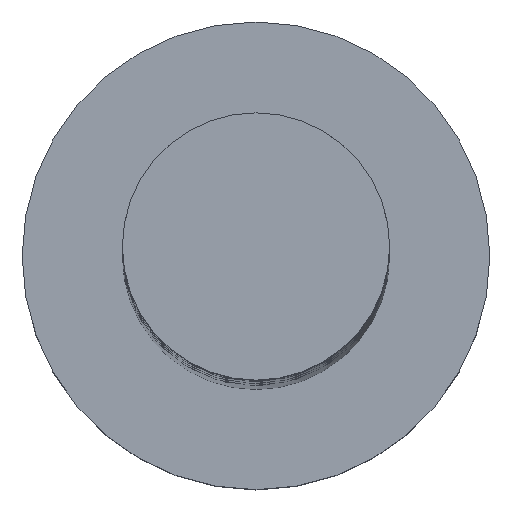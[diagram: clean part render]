
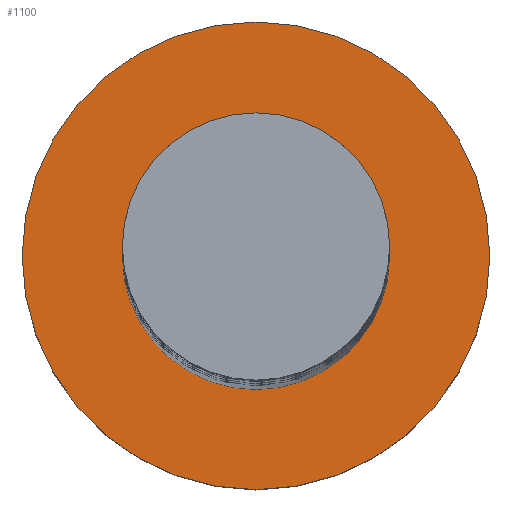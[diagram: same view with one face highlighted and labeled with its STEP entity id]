
A CAD part, top view. The second image highlights one B-rep face of the part: STEP entity #1100.
In plain terms, the highlighted planar face has unit normal (0, 0, 1).
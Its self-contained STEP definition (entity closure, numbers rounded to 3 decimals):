
#28 = ORIENTED_EDGE ( 'NONE', *, *, #1337, .F. ) ;
#31 = EDGE_CURVE ( 'NONE', #145, #660, #478, .T. ) ;
#65 = CARTESIAN_POINT ( 'NONE',  ( 0., 0., 5. ) ) ;
#91 = EDGE_CURVE ( 'NONE', #347, #153, #332, .T. ) ;
#106 = FACE_BOUND ( 'NONE', #667, .T. ) ;
#110 = DIRECTION ( 'NONE',  ( 1., 0., 0. ) ) ;
#145 = VERTEX_POINT ( 'NONE', #623 ) ;
#153 = VERTEX_POINT ( 'NONE', #1590 ) ;
#314 = CARTESIAN_POINT ( 'NONE',  ( 0., 0., 5. ) ) ;
#332 = CIRCLE ( 'NONE', #872, 7. ) ;
#347 = VERTEX_POINT ( 'NONE', #823 ) ;
#365 = PLANE ( 'NONE',  #1155 ) ;
#369 = DIRECTION ( 'NONE',  ( 1., 0., 0. ) ) ;
#373 = DIRECTION ( 'NONE',  ( 1., 0., 0. ) ) ;
#421 = DIRECTION ( 'NONE',  ( 1., 0., 0. ) ) ;
#476 = ORIENTED_EDGE ( 'NONE', *, *, #1243, .T. ) ;
#478 = CIRCLE ( 'NONE', #1695, 4. ) ;
#482 = DIRECTION ( 'NONE',  ( 0., 0., 1. ) ) ;
#501 = DIRECTION ( 'NONE',  ( 0., 0., 1. ) ) ;
#504 = ORIENTED_EDGE ( 'NONE', *, *, #91, .T. ) ;
#553 = AXIS2_PLACEMENT_3D ( 'NONE', #65, #1095, #421 ) ;
#623 = CARTESIAN_POINT ( 'NONE',  ( -4., 0., 5. ) ) ;
#660 = VERTEX_POINT ( 'NONE', #922 ) ;
#667 = EDGE_LOOP ( 'NONE', ( #929, #28 ) ) ;
#772 = DIRECTION ( 'NONE',  ( 0., 0., 1. ) ) ;
#779 = CIRCLE ( 'NONE', #553, 4. ) ;
#823 = CARTESIAN_POINT ( 'NONE',  ( 7., 0., 5. ) ) ;
#872 = AXIS2_PLACEMENT_3D ( 'NONE', #1176, #501, #110 ) ;
#922 = CARTESIAN_POINT ( 'NONE',  ( 4., 0., 5. ) ) ;
#929 = ORIENTED_EDGE ( 'NONE', *, *, #31, .F. ) ;
#952 = EDGE_LOOP ( 'NONE', ( #476, #504 ) ) ;
#986 = DIRECTION ( 'NONE',  ( 0., 0., 1. ) ) ;
#1042 = CIRCLE ( 'NONE', #1465, 7. ) ;
#1095 = DIRECTION ( 'NONE',  ( 0., 0., 1. ) ) ;
#1100 = ADVANCED_FACE ( 'NONE', ( #106, #1182 ), #365, .T. ) ;
#1155 = AXIS2_PLACEMENT_3D ( 'NONE', #1448, #482, #373 ) ;
#1176 = CARTESIAN_POINT ( 'NONE',  ( 0., 0., 5. ) ) ;
#1182 = FACE_OUTER_BOUND ( 'NONE', #952, .T. ) ;
#1243 = EDGE_CURVE ( 'NONE', #153, #347, #1042, .T. ) ;
#1245 = DIRECTION ( 'NONE',  ( 1., 0., 0. ) ) ;
#1337 = EDGE_CURVE ( 'NONE', #660, #145, #779, .T. ) ;
#1448 = CARTESIAN_POINT ( 'NONE',  ( 0., 0., 5. ) ) ;
#1465 = AXIS2_PLACEMENT_3D ( 'NONE', #314, #986, #1245 ) ;
#1590 = CARTESIAN_POINT ( 'NONE',  ( -7., 0., 5. ) ) ;
#1695 = AXIS2_PLACEMENT_3D ( 'NONE', #1716, #772, #369 ) ;
#1716 = CARTESIAN_POINT ( 'NONE',  ( 0., 0., 5. ) ) ;
